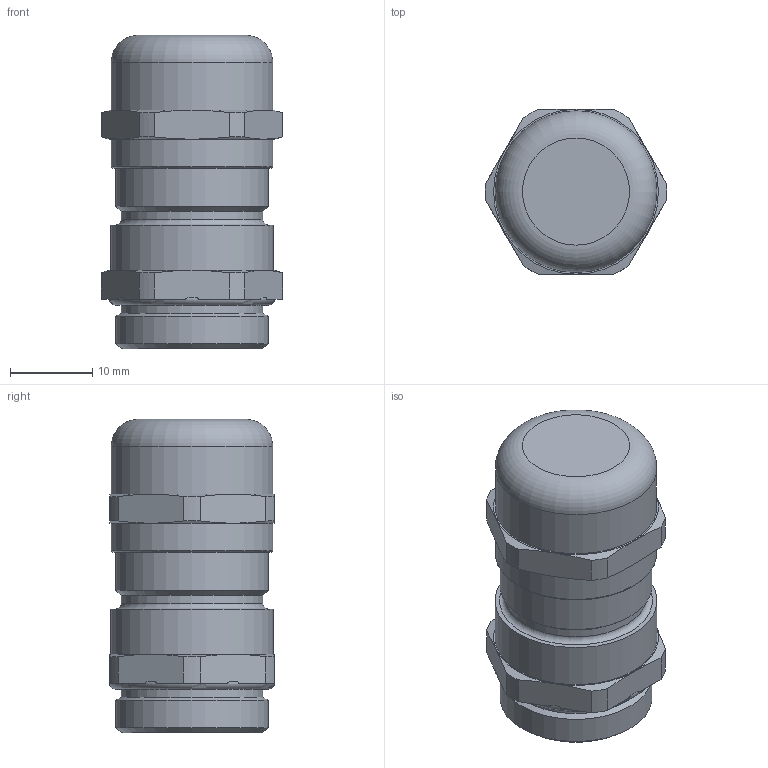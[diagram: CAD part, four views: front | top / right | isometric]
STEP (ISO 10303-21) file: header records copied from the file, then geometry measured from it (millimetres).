
FILE_DESCRIPTION((''),'2;1');
FILE_NAME('BSBCVG-03.stp','2012-10-11T09:21:17',('mustafa'),(''),'Autodesk Inventor 2013','Autodesk Inventor 2013','');
FILE_SCHEMA(('AUTOMOTIVE_DESIGN { 1 0 10303 214 1 1 1 1 }'));
Length unit declared in the file: inch
Products named in the file (1): PG 11 METAL HAVALANDIRMA RAKOR (TL6)_Shrinkwrap_1
Bounding box: 21.99 x 20.05 x 38.02 mm (x, y, z)
Volume: 11104.1 mm3; surface area: 3135.9 mm2
Topology: 1 solids, 1 shells, 70 faces, 169 edges, 106 vertices
Faces by surface type: plane 25, cone 21, cylinder 19, torus 5
Full cylindrical faces by diameter (mm): 17.16 x2, 18.5 x2, 19.6 x2, 19.7 x1
Entity records: 2192 total; most frequent: CARTESIAN_POINT 598, DIRECTION 314, ORIENTED_EDGE 300, EDGE_CURVE 150, AXIS2_PLACEMENT_3D 136, VERTEX_POINT 102, EDGE_LOOP 88, STYLED_ITEM 70
